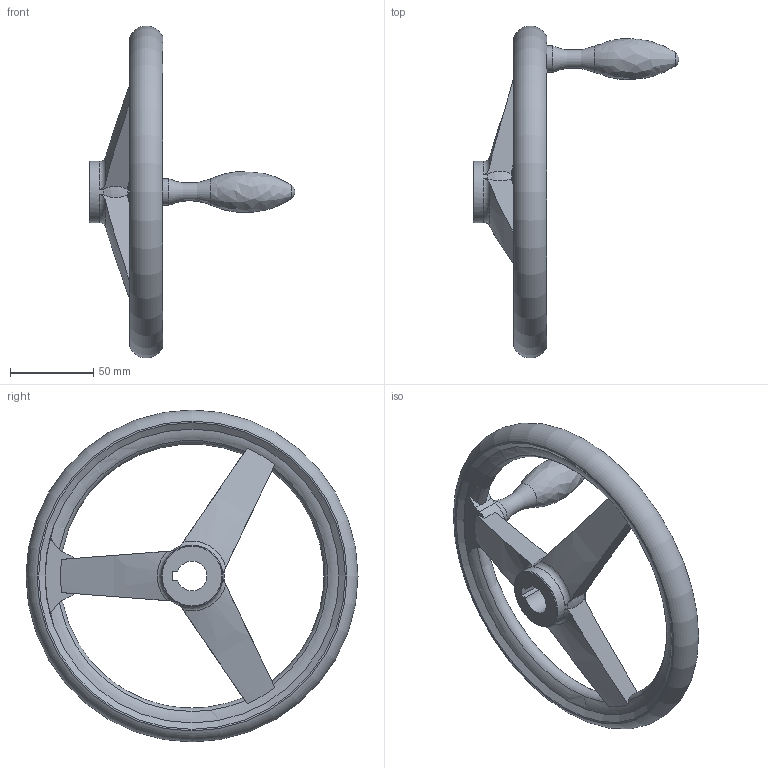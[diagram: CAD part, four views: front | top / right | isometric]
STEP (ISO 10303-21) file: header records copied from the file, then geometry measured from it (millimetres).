
FILE_DESCRIPTION( ( 'STEP AP203' ), ' ' );
FILE_NAME( 'Stainless Steel-Handwheel GN 950.6-200-K18-F.stp', '2015-09-15T12:48:09', ( '' ), ( '' ), ' ', 'PARTsolutions', ' ' );
FILE_SCHEMA( ( 'CONFIG_CONTROL_DESIGN' ) );
Length unit declared in the file: millimetre
Products named in the file (1): _Stainless Steel-Handwheel GN 950.6-200-K18-F
Bounding box: 124 x 199.98 x 199.98 mm (x, y, z)
Volume: 256484.7 mm3; surface area: 58914.1 mm2
Topology: 1 solids, 1 shells, 69 faces, 210 edges, 137 vertices
Faces by surface type: plane 19, torus 18, cone 15, cylinder 12, bspline 4, sphere 1
Full cylindrical faces by diameter (mm): 16 x1, 37 x2, 178.81 x1
Entity records: 2912 total; most frequent: CARTESIAN_POINT 1166, ORIENTED_EDGE 380, DIRECTION 318, EDGE_CURVE 190, AXIS2_PLACEMENT_3D 139, VERTEX_POINT 133, EDGE_LOOP 85, FACE_OUTER_BOUND 79
